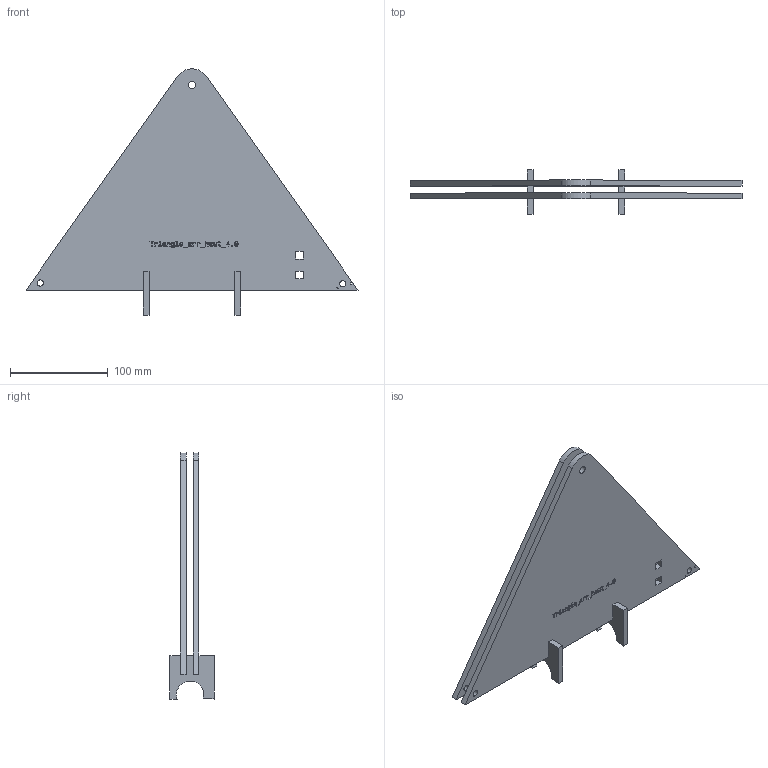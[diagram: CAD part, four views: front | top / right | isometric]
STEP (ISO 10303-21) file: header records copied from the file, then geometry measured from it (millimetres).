
FILE_DESCRIPTION (( 'STEP AP214' ), '1' );
FILE_NAME ('gabarit_arriere_haut_assemble_2024.STEP', '2024-04-03T19:48:31', ( '' ), ( '' ), 'SwSTEP 2.0', 'SolidWorks 2022', '' );
FILE_SCHEMA (( 'AUTOMOTIVE_DESIGN' ));
Length unit declared in the file: millimetre
Products named in the file (5): gabarit_arriere_haut_assemble_2024; piece_principale_arriere_haut.step; piecesupport_arriere_haut_finie.step
Assembly tree (4 placements, depth 2):
  gabarit_arriere_haut_assemble_2024
    piece_principale_arriere_haut.step
    piece_principale_arriere_haut.step
    piecesupport_arriere_haut_finie.step
    piecesupport_arriere_haut_finie.step
Bounding box: 340 x 45.23 x 252.13 mm (x, y, z)
Volume: 500684.9 mm3; surface area: 184598.9 mm2
Topology: 4 solids, 4 shells, 1224 faces, 3474 edges, 2316 vertices
Faces by surface type: plane 1204, cylinder 14, bspline 6
Entity records: 39178 total; most frequent: CARTESIAN_POINT 7099, ORIENTED_EDGE 6948, DIRECTION 5940, EDGE_CURVE 3474, LINE 3434, VECTOR 3434, VERTEX_POINT 2316, EDGE_LOOP 1310
